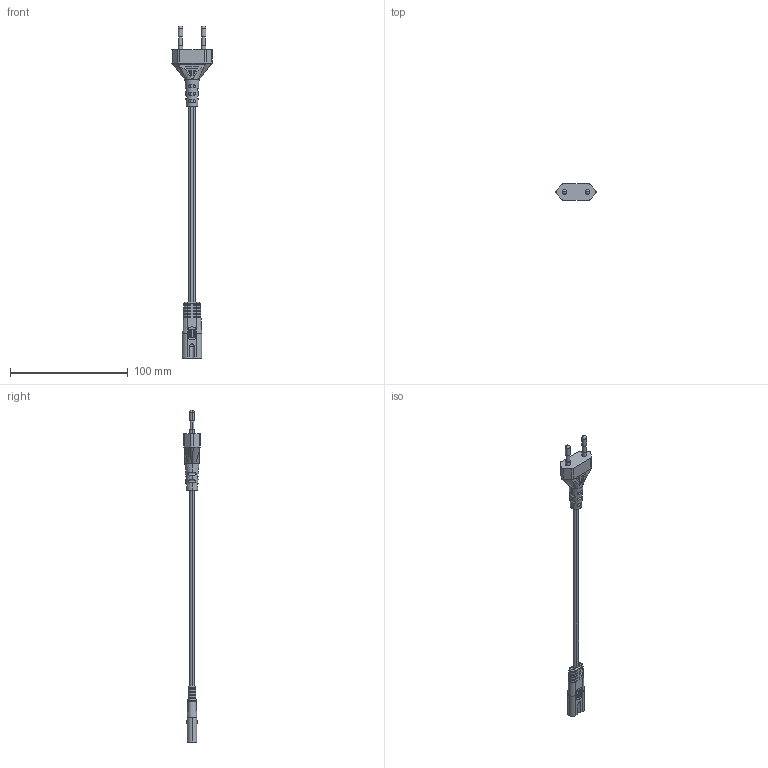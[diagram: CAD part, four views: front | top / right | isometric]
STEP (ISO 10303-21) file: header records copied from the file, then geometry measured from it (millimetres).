
FILE_DESCRIPTION (( 'STEP AP203' ), '1' );
FILE_NAME ('PCM1030.STEP', '2006-08-03T19:30:40', ( ' ' ), ( ' ' ), 'SwSTEP 2.0', 'SolidWorks 2005354', '' );
FILE_SCHEMA (( 'CONFIG_CONTROL_DESIGN' ));
Length unit declared in the file: inch
Products named in the file (4): HO3VVH2F20.75mm BLACK; EN50075; EN60320 C7; PCM1030
Assembly tree (3 placements, depth 2):
  PCM1030
    EN60320 C7
    EN50075
    HO3VVH2F20.75mm BLACK
Bounding box: 34.01 x 13.97 x 281.88 mm (x, y, z)
Volume: 17234.9 mm3; surface area: 10526.8 mm2
Topology: 3 solids, 3 shells, 341 faces, 1047 edges, 689 vertices
Faces by surface type: plane 209, cylinder 108, bspline 10, sphere 6, cone 5, torus 3
Entity records: 13772 total; most frequent: CARTESIAN_POINT 4307, ORIENTED_EDGE 2066, DIRECTION 1723, EDGE_CURVE 1033, VERTEX_POINT 683, VECTOR 625, LINE 625, AXIS2_PLACEMENT_3D 549
